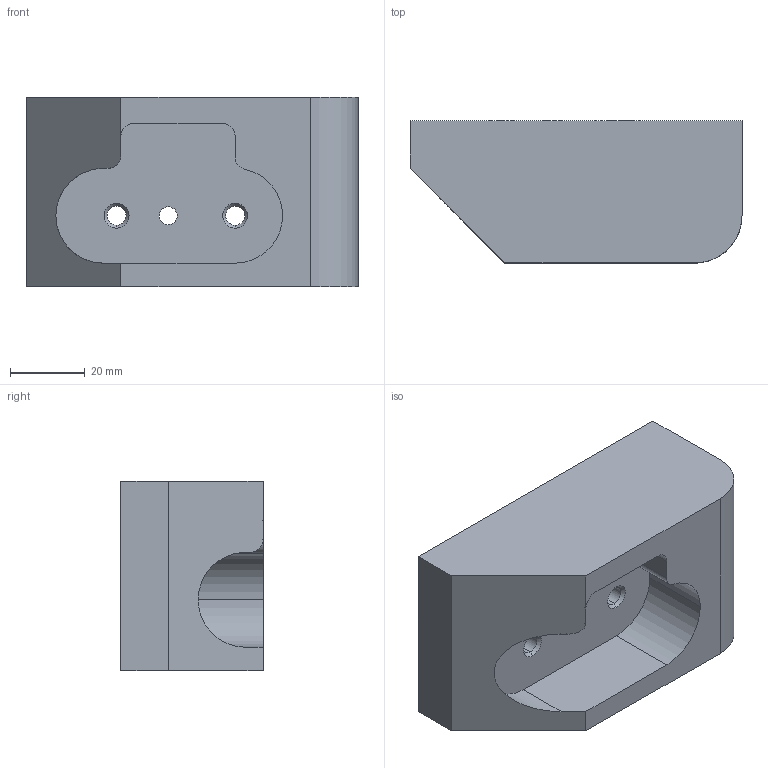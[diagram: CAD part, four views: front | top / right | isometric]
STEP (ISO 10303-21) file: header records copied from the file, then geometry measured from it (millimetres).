
FILE_DESCRIPTION (( 'STEP AP214' ), '1' );
FILE_NAME ('Xometry Mill Test Part Rev 1.STEP', '2024-07-16T21:53:58', ( '' ), ( '' ), 'SwSTEP 2.0', 'SolidWorks 2024', '' );
FILE_SCHEMA (( 'AUTOMOTIVE_DESIGN' ));
Length unit declared in the file: inch
Products named in the file (1): Xometry Mill Test Part Rev 1
Bounding box: 88.9 x 38.1 x 50.8 mm (x, y, z)
Volume: 121899.8 mm3; surface area: 21209.9 mm2
Topology: 1 solids, 1 shells, 35 faces, 90 edges, 57 vertices
Faces by surface type: cylinder 14, plane 13, cone 8
Entity records: 1105 total; most frequent: DIRECTION 194, CARTESIAN_POINT 189, ORIENTED_EDGE 180, EDGE_CURVE 90, AXIS2_PLACEMENT_3D 70, VERTEX_POINT 57, LINE 54, VECTOR 54
